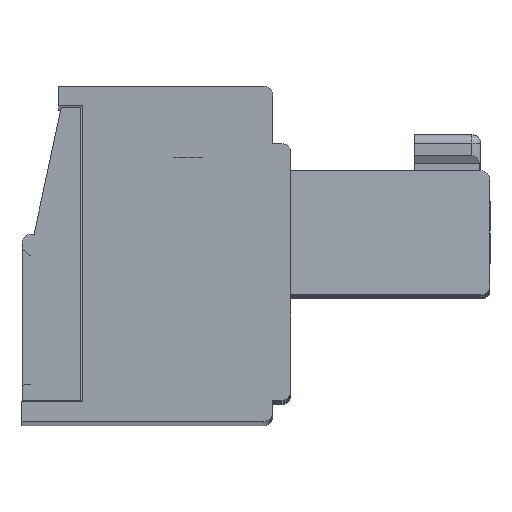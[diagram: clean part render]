
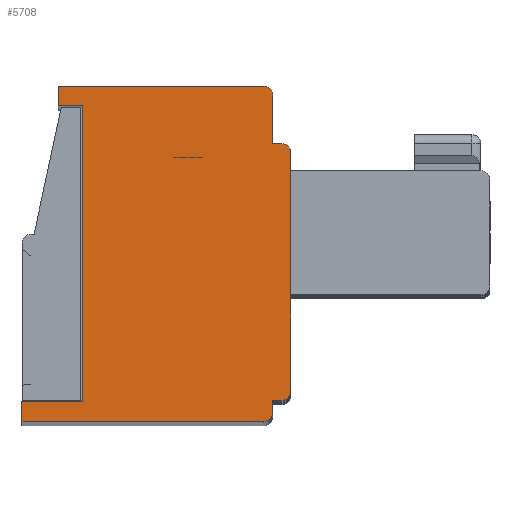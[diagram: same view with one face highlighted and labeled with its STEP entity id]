
A CAD part, top view. The second image highlights one B-rep face of the part: STEP entity #5708.
In plain terms, the highlighted planar face has unit normal (0, 0, 1).
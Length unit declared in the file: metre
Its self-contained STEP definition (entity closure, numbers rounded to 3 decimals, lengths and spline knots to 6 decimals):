
#5708=ADVANCED_FACE('',(#11705),#11706,.F.);
#11705=FACE_OUTER_BOUND('',#17836,.T.);
#11706=PLANE('',#17837);
#17836=EDGE_LOOP('',(#34364,#34365,#34366,#34367,#34368,#34369,#34370,#34371,#34372,#34373,#34374,#34375,#34376,#34377,#34378,#34379));
#17837=AXIS2_PLACEMENT_3D('',#34380,#34381,#34382);
#34364=ORIENTED_EDGE('',*,*,#42501,.T.);
#34365=ORIENTED_EDGE('',*,*,#42502,.T.);
#34366=ORIENTED_EDGE('',*,*,#35948,.T.);
#34367=ORIENTED_EDGE('',*,*,#42486,.T.);
#34368=ORIENTED_EDGE('',*,*,#42490,.T.);
#34369=ORIENTED_EDGE('',*,*,#42447,.F.);
#34370=ORIENTED_EDGE('',*,*,#42386,.T.);
#34371=ORIENTED_EDGE('',*,*,#42390,.T.);
#34372=ORIENTED_EDGE('',*,*,#35944,.T.);
#34373=ORIENTED_EDGE('',*,*,#42407,.T.);
#34374=ORIENTED_EDGE('',*,*,#42503,.T.);
#34375=ORIENTED_EDGE('',*,*,#42504,.T.);
#34376=ORIENTED_EDGE('',*,*,#42505,.T.);
#34377=ORIENTED_EDGE('',*,*,#36060,.F.);
#34378=ORIENTED_EDGE('',*,*,#42506,.T.);
#34379=ORIENTED_EDGE('',*,*,#42507,.T.);
#34380=CARTESIAN_POINT('',(0.013673,0.00851,0.076133));
#34381=DIRECTION('',(0.,0.,-1.0));
#34382=DIRECTION('',(0.0,-1.0,0.));
#35944=EDGE_CURVE('',#42899,#42897,#42900,.T.);
#35948=EDGE_CURVE('',#42907,#42905,#42908,.T.);
#36060=EDGE_CURVE('',#43121,#43123,#43124,.T.);
#42386=EDGE_CURVE('',#52439,#52440,#52441,.T.);
#42390=EDGE_CURVE('',#52440,#42899,#52445,.T.);
#42407=EDGE_CURVE('',#42897,#52468,#52470,.T.);
#42447=EDGE_CURVE('',#52439,#52523,#52524,.T.);
#42486=EDGE_CURVE('',#42905,#52572,#52574,.T.);
#42490=EDGE_CURVE('',#52572,#52523,#52578,.T.);
#42501=EDGE_CURVE('',#52590,#52591,#52592,.T.);
#42502=EDGE_CURVE('',#52591,#42907,#52593,.T.);
#42503=EDGE_CURVE('',#52468,#52594,#52595,.T.);
#42504=EDGE_CURVE('',#52594,#52596,#52597,.T.);
#42505=EDGE_CURVE('',#52596,#43123,#52598,.T.);
#42506=EDGE_CURVE('',#43121,#52599,#52600,.T.);
#42507=EDGE_CURVE('',#52599,#52590,#52601,.T.);
#42897=VERTEX_POINT('',#53124);
#42899=VERTEX_POINT('',#53127);
#42900=LINE('',#53128,#53129);
#42905=VERTEX_POINT('',#53136);
#42907=VERTEX_POINT('',#53139);
#42908=LINE('',#53140,#53141);
#43121=VERTEX_POINT('',#53457);
#43123=VERTEX_POINT('',#53460);
#43124=LINE('',#53461,#53462);
#52439=VERTEX_POINT('',#67355);
#52440=VERTEX_POINT('',#67356);
#52441=CIRCLE('',#67357,0.0003);
#52445=LINE('',#67363,#67364);
#52468=VERTEX_POINT('',#67391);
#52470=CIRCLE('',#67394,0.0003);
#52523=VERTEX_POINT('',#67478);
#52524=LINE('',#67479,#67480);
#52572=VERTEX_POINT('',#67566);
#52574=LINE('',#67569,#67570);
#52578=CIRCLE('',#67574,0.0003);
#52590=VERTEX_POINT('',#67588);
#52591=VERTEX_POINT('',#67589);
#52592=LINE('',#67590,#67591);
#52593=CIRCLE('',#67592,0.0003);
#52594=VERTEX_POINT('',#67593);
#52595=LINE('',#67594,#67595);
#52596=VERTEX_POINT('',#67596);
#52597=LINE('',#67597,#67598);
#52598=LINE('',#67599,#67600);
#52599=VERTEX_POINT('',#67601);
#52600=LINE('',#67602,#67603);
#52601=LINE('',#67604,#67605);
#53124=CARTESIAN_POINT('',(0.006773,0.01131,0.076133));
#53127=CARTESIAN_POINT('',(0.006773,0.00971,0.076133));
#53128=CARTESIAN_POINT('',(0.006773,0.00851,0.076133));
#53129=VECTOR('',#68156,1.0);
#53136=CARTESIAN_POINT('',(0.006773,0.00121,0.076133));
#53139=CARTESIAN_POINT('',(0.006773,0.00081,0.076133));
#53140=CARTESIAN_POINT('',(0.006773,0.00851,0.076133));
#53141=VECTOR('',#68160,1.0);
#53457=CARTESIAN_POINT('',(0.000473,0.00116,0.076133));
#53460=CARTESIAN_POINT('',(0.000473,0.01096,0.076133));
#53461=CARTESIAN_POINT('',(0.000473,0.00116,0.076133));
#53462=VECTOR('',#68274,1.0);
#67355=CARTESIAN_POINT('',(0.007373,0.00941,0.076133));
#67356=CARTESIAN_POINT('',(0.007073,0.00971,0.076133));
#67357=AXIS2_PLACEMENT_3D('',#74614,#74615,#74616);
#67363=CARTESIAN_POINT('',(0.006773,0.00971,0.076133));
#67364=VECTOR('',#74619,1.0);
#67391=CARTESIAN_POINT('',(0.006473,0.01161,0.076133));
#67394=AXIS2_PLACEMENT_3D('',#74646,#74647,#74648);
#67478=CARTESIAN_POINT('',(0.007373,0.00151,0.076133));
#67479=CARTESIAN_POINT('',(0.007373,0.00941,0.076133));
#67480=VECTOR('',#74685,1.0);
#67566=CARTESIAN_POINT('',(0.007073,0.00121,0.076133));
#67569=CARTESIAN_POINT('',(0.013673,0.00121,0.076133));
#67570=VECTOR('',#74719,1.0);
#67574=AXIS2_PLACEMENT_3D('',#74723,#74724,#74725);
#67588=CARTESIAN_POINT('',(-0.001527,0.00051,0.076133));
#67589=CARTESIAN_POINT('',(0.006473,0.00051,0.076133));
#67590=CARTESIAN_POINT('',(0.013673,0.00051,0.076133));
#67591=VECTOR('',#74731,1.0);
#67592=AXIS2_PLACEMENT_3D('',#74732,#74733,#74734);
#67593=CARTESIAN_POINT('',(-0.000327,0.01161,0.076133));
#67594=CARTESIAN_POINT('',(0.013673,0.01161,0.076133));
#67595=VECTOR('',#74735,1.0);
#67596=CARTESIAN_POINT('',(-0.000327,0.01096,0.076133));
#67597=CARTESIAN_POINT('',(-0.000327,0.00851,0.076133));
#67598=VECTOR('',#74736,1.0);
#67599=CARTESIAN_POINT('',(0.013673,0.01096,0.076133));
#67600=VECTOR('',#74737,1.0);
#67601=CARTESIAN_POINT('',(-0.001527,0.00116,0.076133));
#67602=CARTESIAN_POINT('',(0.013673,0.00116,0.076133));
#67603=VECTOR('',#74738,1.0);
#67604=CARTESIAN_POINT('',(-0.001527,0.00851,0.076133));
#67605=VECTOR('',#74739,1.0);
#68156=DIRECTION('',(0.,1.0,0.));
#68160=DIRECTION('',(0.,1.0,0.));
#68274=DIRECTION('',(0.,1.0,0.0));
#74614=CARTESIAN_POINT('',(0.007073,0.00941,0.076133));
#74615=DIRECTION('',(0.,0.,1.0));
#74616=DIRECTION('',(-1.0,0.0,0.));
#74619=DIRECTION('',(-1.0,0.,0.));
#74646=CARTESIAN_POINT('',(0.006473,0.01131,0.076133));
#74647=DIRECTION('',(0.,0.,1.0));
#74648=DIRECTION('',(-1.0,0.,0.));
#74685=DIRECTION('',(0.,-1.0,0.0));
#74719=DIRECTION('',(1.0,0.,0.));
#74723=CARTESIAN_POINT('',(0.007073,0.00151,0.076133));
#74724=DIRECTION('',(0.,0.,1.0));
#74725=DIRECTION('',(-1.0,0.,0.));
#74731=DIRECTION('',(1.0,0.,0.));
#74732=CARTESIAN_POINT('',(0.006473,0.00081,0.076133));
#74733=DIRECTION('',(0.,0.,1.0));
#74734=DIRECTION('',(-1.0,0.,0.));
#74735=DIRECTION('',(-1.0,0.,0.));
#74736=DIRECTION('',(0.,-1.0,0.));
#74737=DIRECTION('',(1.0,0.,0.));
#74738=DIRECTION('',(-1.0,0.,0.));
#74739=DIRECTION('',(0.,-1.0,0.));
